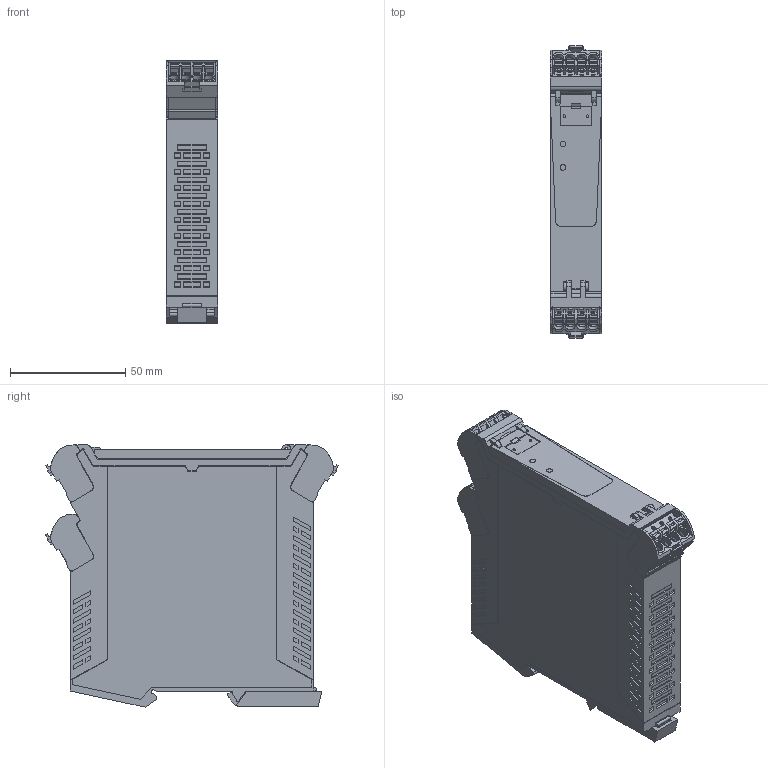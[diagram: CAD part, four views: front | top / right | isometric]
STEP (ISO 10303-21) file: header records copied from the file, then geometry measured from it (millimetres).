
FILE_DESCRIPTION(('CATIA V5 STEP Exchange','CAx-IF Rec.Pracs.--- Model Styling and Organization---1.4--- 2014-01-23'),'2;1');
FILE_NAME ('D1360424_1', '2019-02-01T08:32:25+00:00', ('none'), ('Weidmueller'), 'CATIA Version 5-6 Release 2016 SP3 HF44', 'CATIA V5 STEP AP214', 'none');
FILE_SCHEMA(('AUTOMOTIVE_DESIGN { 1 0 10303 214 1 1 1 1 }'));
Products named in the file (1): 7760054360
Bounding box: 22.5 x 127.12 x 114.02 mm (x, y, z)
Volume: 259485.7 mm3; surface area: 57455.6 mm2
Topology: 24 solids, 24 shells, 2115 faces, 6209 edges, 4293 vertices
Faces by surface type: plane 1680, cylinder 276, cone 72, extrusion 57, torus 24, sphere 6
Entity records: 69087 total; most frequent: CARTESIAN_POINT 15460, ORIENTED_EDGE 12410, DIRECTION 7741, EDGE_CURVE 6205, VECTOR 4788, LINE 4731, VERTEX_POINT 4293, EDGE_LOOP 2292
